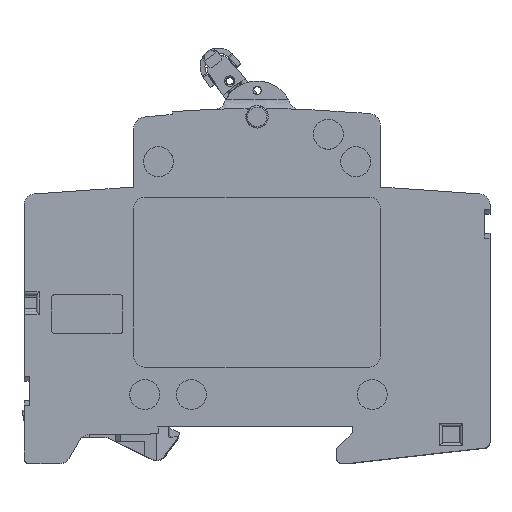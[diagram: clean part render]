
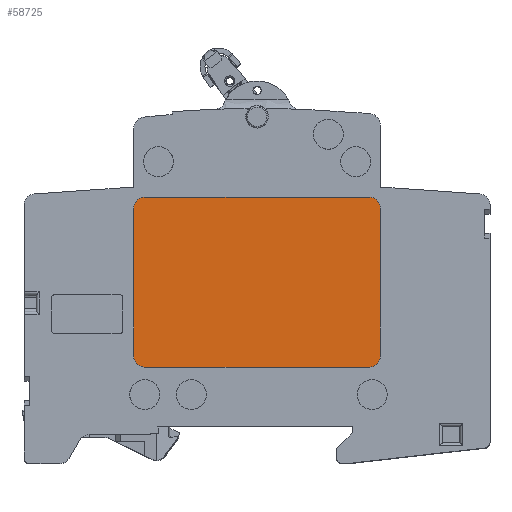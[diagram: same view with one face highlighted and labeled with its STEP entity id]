
A CAD part, top view. The second image highlights one B-rep face of the part: STEP entity #58725.
In plain terms, the highlighted planar face has unit normal (0, 0, 1).
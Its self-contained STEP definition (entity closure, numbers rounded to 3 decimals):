
#17990=CARTESIAN_POINT('',(20.5,39.8,26.025));
#17991=DIRECTION('',(0.,0.,1.));
#17992=DIRECTION('',(1.,0.,0.));
#17993=AXIS2_PLACEMENT_3D('',#17990,#17991,#17992);
#18008=CARTESIAN_POINT('',(-20.5,39.8,26.025));
#18009=DIRECTION('',(0.,0.,1.));
#18010=DIRECTION('',(0.,1.,0.));
#18011=AXIS2_PLACEMENT_3D('',#18008,#18009,#18010);
#18013=DIRECTION('',(-1.,0.,0.));
#18014=VECTOR('',#18013,41.);
#18015=CARTESIAN_POINT('',(20.5,41.8,26.025));
#18016=LINE('',#18015,#18014);
#18017=DIRECTION('',(0.,1.,0.));
#18018=VECTOR('',#18017,27.);
#18019=CARTESIAN_POINT('',(22.5,12.8,26.025));
#18020=LINE('',#18019,#18018);
#18021=DIRECTION('',(1.,0.,0.));
#18022=VECTOR('',#18021,41.);
#18023=CARTESIAN_POINT('',(-20.5,10.8,26.025));
#18024=LINE('',#18023,#18022);
#18025=DIRECTION('',(0.,-1.,0.));
#18026=VECTOR('',#18025,27.);
#18027=CARTESIAN_POINT('',(-22.5,39.8,26.025));
#18028=LINE('',#18027,#18026);
#18042=CARTESIAN_POINT('',(20.5,12.8,26.025));
#18043=DIRECTION('',(0.,0.,1.));
#18044=DIRECTION('',(0.,-1.,0.));
#18045=AXIS2_PLACEMENT_3D('',#18042,#18043,#18044);
#18060=CARTESIAN_POINT('',(-20.5,12.8,26.025));
#18061=DIRECTION('',(0.,0.,1.));
#18062=DIRECTION('',(-1.,0.,0.));
#18063=AXIS2_PLACEMENT_3D('',#18060,#18061,#18062);
#22374=CARTESIAN_POINT('',(-22.5,39.8,26.025));
#22376=VERTEX_POINT('',#22374);
#22378=CARTESIAN_POINT('',(-20.5,41.8,26.025));
#22380=VERTEX_POINT('',#22378);
#22382=CARTESIAN_POINT('',(20.5,41.8,26.025));
#22384=VERTEX_POINT('',#22382);
#22386=CARTESIAN_POINT('',(22.5,39.8,26.025));
#22388=VERTEX_POINT('',#22386);
#22390=CARTESIAN_POINT('',(22.5,12.8,26.025));
#22392=VERTEX_POINT('',#22390);
#22394=CARTESIAN_POINT('',(20.5,10.8,26.025));
#22396=VERTEX_POINT('',#22394);
#22398=CARTESIAN_POINT('',(-20.5,10.8,26.025));
#22400=VERTEX_POINT('',#22398);
#22402=CARTESIAN_POINT('',(-22.5,12.8,26.025));
#22404=VERTEX_POINT('',#22402);
#58707=CARTESIAN_POINT('',(-27.5,0.,26.025));
#58708=DIRECTION('',(0.,0.,1.));
#58709=DIRECTION('',(1.,0.,0.));
#58710=AXIS2_PLACEMENT_3D('',#58707,#58708,#58709);
#58711=PLANE('',#58710);
#58712=ORIENTED_EDGE('',*,*,#58674,.F.);
#58713=ORIENTED_EDGE('',*,*,#58653,.F.);
#58714=ORIENTED_EDGE('',*,*,#58632,.F.);
#58715=ORIENTED_EDGE('',*,*,#58611,.F.);
#58717=ORIENTED_EDGE('',*,*,#58716,.F.);
#58719=ORIENTED_EDGE('',*,*,#58718,.F.);
#58721=ORIENTED_EDGE('',*,*,#58720,.F.);
#58722=ORIENTED_EDGE('',*,*,#58692,.F.);
#58723=EDGE_LOOP('',(#58712,#58713,#58714,#58715,#58717,#58719,#58721,#58722));
#58724=FACE_OUTER_BOUND('',#58723,.F.);
#17994=CIRCLE('',#17993,2.);
#18012=CIRCLE('',#18011,2.);
#18046=CIRCLE('',#18045,2.);
#18064=CIRCLE('',#18063,2.);
#58611=EDGE_CURVE('',#22392,#22388,#18020,.T.);
#58632=EDGE_CURVE('',#22388,#22384,#17994,.T.);
#58653=EDGE_CURVE('',#22384,#22380,#18016,.T.);
#58674=EDGE_CURVE('',#22380,#22376,#18012,.T.);
#58692=EDGE_CURVE('',#22376,#22404,#18028,.T.);
#58716=EDGE_CURVE('',#22396,#22392,#18046,.T.);
#58718=EDGE_CURVE('',#22400,#22396,#18024,.T.);
#58720=EDGE_CURVE('',#22404,#22400,#18064,.T.);
#58725=ADVANCED_FACE('',(#58724),#58711,.T.);
